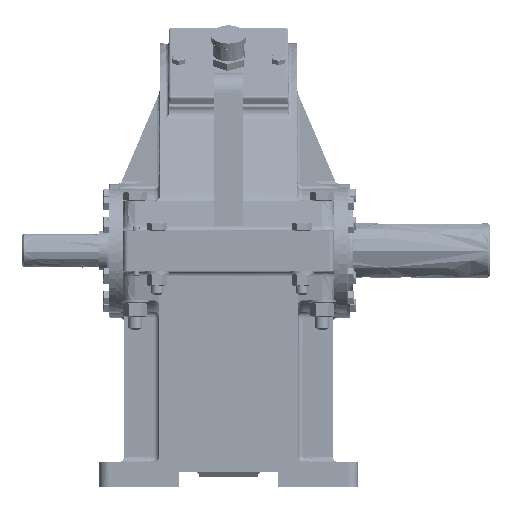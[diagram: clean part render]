
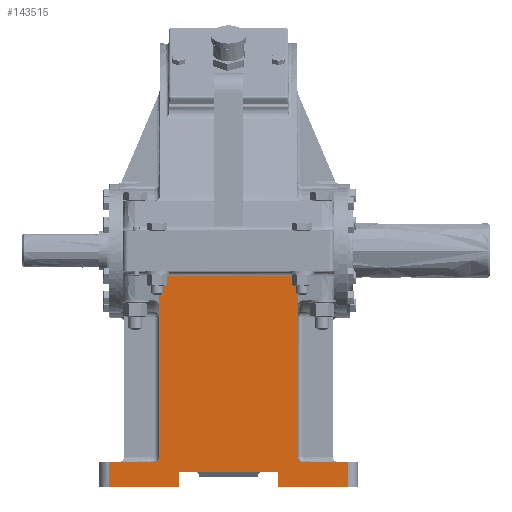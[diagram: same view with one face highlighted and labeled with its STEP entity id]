
A CAD part, left-side view. The second image highlights one B-rep face of the part: STEP entity #143515.
In plain terms, the highlighted free-form (B-spline) face has degree [1, 1] with [2, 2] control points.
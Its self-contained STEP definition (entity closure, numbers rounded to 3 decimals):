
#134214 = VERTEX_POINT('',#134215);
#134215 = CARTESIAN_POINT('',(-10.088,-14.837,
    -214.919));
#134222 = EDGE_CURVE('',#134223,#134214,#134225,.T.);
#134223 = VERTEX_POINT('',#134224);
#134224 = CARTESIAN_POINT('',(-10.088,-9.739,
    -209.822));
#134225 = ( BOUNDED_CURVE() B_SPLINE_CURVE(2,(#134226,#134227,#134228),
.UNSPECIFIED.,.F.,.F.) B_SPLINE_CURVE_WITH_KNOTS((3,3),(5.498,
7.069),.PIECEWISE_BEZIER_KNOTS.) CURVE() 
GEOMETRIC_REPRESENTATION_ITEM() RATIONAL_B_SPLINE_CURVE((1.,
0.707,1.)) REPRESENTATION_ITEM('') );
#134226 = CARTESIAN_POINT('',(-10.088,-9.739,
    -209.822));
#134227 = CARTESIAN_POINT('',(-10.088,-9.739,
    -214.919));
#134228 = CARTESIAN_POINT('',(-10.088,-14.837,
    -214.919));
#134396 = EDGE_CURVE('',#134397,#134214,#134399,.T.);
#134397 = VERTEX_POINT('',#134398);
#134398 = CARTESIAN_POINT('',(-10.088,-60.712,
    -214.919));
#134399 = B_SPLINE_CURVE_WITH_KNOTS('',1,(#134400,#134401),
  .UNSPECIFIED.,.F.,.F.,(2,2),(-190.,-145.),.PIECEWISE_BEZIER_KNOTS.);
#134400 = CARTESIAN_POINT('',(-10.088,-60.712,
    -214.919));
#134401 = CARTESIAN_POINT('',(-10.088,-14.837,
    -214.919));
#136159 = VERTEX_POINT('',#136160);
#136160 = CARTESIAN_POINT('',(-10.088,-9.739,
    -24.791));
#136166 = EDGE_CURVE('',#136159,#134223,#136167,.T.);
#136167 = B_SPLINE_CURVE_WITH_KNOTS('',1,(#136168,#136169),
  .UNSPECIFIED.,.F.,.F.,(2,2),(26.,207.5),.PIECEWISE_BEZIER_KNOTS.);
#136168 = CARTESIAN_POINT('',(-10.088,-9.739,
    -24.791));
#136169 = CARTESIAN_POINT('',(-10.088,-9.739,
    -209.822));
#136180 = EDGE_CURVE('',#136181,#136159,#136183,.T.);
#136181 = VERTEX_POINT('',#136182);
#136182 = CARTESIAN_POINT('',(-10.088,132.984,
    -24.791));
#136183 = B_SPLINE_CURVE_WITH_KNOTS('',1,(#136184,#136185),
  .UNSPECIFIED.,.F.,.F.,(2,2),(-105.,35.),.PIECEWISE_BEZIER_KNOTS.);
#136184 = CARTESIAN_POINT('',(-10.088,132.984,
    -24.791));
#136185 = CARTESIAN_POINT('',(-10.088,-9.739,
    -24.791));
#138431 = VERTEX_POINT('',#138432);
#138432 = CARTESIAN_POINT('',(-10.088,183.957,
    -214.919));
#138438 = EDGE_CURVE('',#138431,#138439,#138441,.T.);
#138439 = VERTEX_POINT('',#138440);
#138440 = CARTESIAN_POINT('',(-10.088,138.082,
    -214.919));
#138441 = B_SPLINE_CURVE_WITH_KNOTS('',1,(#138442,#138443),
  .UNSPECIFIED.,.F.,.F.,(2,2),(-190.,-145.),.PIECEWISE_BEZIER_KNOTS.);
#138442 = CARTESIAN_POINT('',(-10.088,183.957,
    -214.919));
#138443 = CARTESIAN_POINT('',(-10.088,138.082,
    -214.919));
#138564 = VERTEX_POINT('',#138565);
#138565 = CARTESIAN_POINT('',(-10.088,132.984,
    -209.822));
#138570 = EDGE_CURVE('',#138439,#138564,#138571,.T.);
#138571 = ( BOUNDED_CURVE() B_SPLINE_CURVE(2,(#138572,#138573,#138574),
.UNSPECIFIED.,.F.,.F.) B_SPLINE_CURVE_WITH_KNOTS((3,3),(5.498,
7.069),.PIECEWISE_BEZIER_KNOTS.) CURVE() 
GEOMETRIC_REPRESENTATION_ITEM() RATIONAL_B_SPLINE_CURVE((1.,
0.707,1.)) REPRESENTATION_ITEM('') );
#138572 = CARTESIAN_POINT('',(-10.088,138.082,
    -214.919));
#138573 = CARTESIAN_POINT('',(-10.088,132.984,
    -214.919));
#138574 = CARTESIAN_POINT('',(-10.088,132.984,
    -209.822));
#138620 = EDGE_CURVE('',#136181,#138564,#138621,.T.);
#138621 = B_SPLINE_CURVE_WITH_KNOTS('',1,(#138622,#138623),
  .UNSPECIFIED.,.F.,.F.,(2,2),(26.,207.5),.PIECEWISE_BEZIER_KNOTS.);
#138622 = CARTESIAN_POINT('',(-10.088,132.984,
    -24.791));
#138623 = CARTESIAN_POINT('',(-10.088,132.984,
    -209.822));
#143282 = VERTEX_POINT('',#143283);
#143283 = CARTESIAN_POINT('',(-10.088,10.65,
    -240.406));
#143305 = VERTEX_POINT('',#143306);
#143306 = CARTESIAN_POINT('',(-10.088,-60.712,
    -240.406));
#143312 = EDGE_CURVE('',#143282,#143305,#143313,.T.);
#143313 = B_SPLINE_CURVE_WITH_KNOTS('',1,(#143314,#143315),
  .UNSPECIFIED.,.F.,.F.,(2,2),(120.,190.),
  .PIECEWISE_BEZIER_KNOTS.);
#143314 = CARTESIAN_POINT('',(-10.088,10.65,
    -240.406));
#143315 = CARTESIAN_POINT('',(-10.088,-60.712,
    -240.406));
#143355 = EDGE_CURVE('',#143356,#143282,#143358,.T.);
#143356 = VERTEX_POINT('',#143357);
#143357 = CARTESIAN_POINT('',(-10.088,10.65,
    -225.114));
#143358 = B_SPLINE_CURVE_WITH_KNOTS('',1,(#143359,#143360),
  .UNSPECIFIED.,.F.,.F.,(2,2),(0.,15.),.PIECEWISE_BEZIER_KNOTS.);
#143359 = CARTESIAN_POINT('',(-10.088,10.65,
    -225.114));
#143360 = CARTESIAN_POINT('',(-10.088,10.65,
    -240.406));
#143473 = EDGE_CURVE('',#143305,#134397,#143474,.T.);
#143474 = B_SPLINE_CURVE_WITH_KNOTS('',1,(#143475,#143476),
  .UNSPECIFIED.,.F.,.F.,(2,2),(-15.,10.),.PIECEWISE_BEZIER_KNOTS.);
#143475 = CARTESIAN_POINT('',(-10.088,-60.712,
    -240.406));
#143476 = CARTESIAN_POINT('',(-10.088,-60.712,
    -214.919));
#143492 = EDGE_CURVE('',#143356,#143493,#143495,.T.);
#143493 = VERTEX_POINT('',#143494);
#143494 = CARTESIAN_POINT('',(-10.088,112.595,
    -225.114));
#143495 = B_SPLINE_CURVE_WITH_KNOTS('',1,(#143496,#143497),
  .UNSPECIFIED.,.F.,.F.,(2,2),(-120.,-20.),.PIECEWISE_BEZIER_KNOTS.);
#143496 = CARTESIAN_POINT('',(-10.088,10.65,
    -225.114));
#143497 = CARTESIAN_POINT('',(-10.088,112.595,
    -225.114));
#143515 = ADVANCED_FACE('',(#143516),#143548,.T.);
#143516 = FACE_BOUND('',#143517,.T.);
#143517 = EDGE_LOOP('',(#143518,#143519,#143520,#143521,#143522,#143529,
    #143536,#143541,#143542,#143543,#143544,#143545,#143546,#143547));
#143518 = ORIENTED_EDGE('',*,*,#136180,.F.);
#143519 = ORIENTED_EDGE('',*,*,#138620,.T.);
#143520 = ORIENTED_EDGE('',*,*,#138570,.F.);
#143521 = ORIENTED_EDGE('',*,*,#138438,.F.);
#143522 = ORIENTED_EDGE('',*,*,#143523,.F.);
#143523 = EDGE_CURVE('',#143524,#138431,#143526,.T.);
#143524 = VERTEX_POINT('',#143525);
#143525 = CARTESIAN_POINT('',(-10.088,183.957,
    -240.406));
#143526 = B_SPLINE_CURVE_WITH_KNOTS('',1,(#143527,#143528),
  .UNSPECIFIED.,.F.,.F.,(2,2),(-15.,10.),.PIECEWISE_BEZIER_KNOTS.);
#143527 = CARTESIAN_POINT('',(-10.088,183.957,
    -240.406));
#143528 = CARTESIAN_POINT('',(-10.088,183.957,
    -214.919));
#143529 = ORIENTED_EDGE('',*,*,#143530,.F.);
#143530 = EDGE_CURVE('',#143531,#143524,#143533,.T.);
#143531 = VERTEX_POINT('',#143532);
#143532 = CARTESIAN_POINT('',(-10.088,112.595,
    -240.406));
#143533 = B_SPLINE_CURVE_WITH_KNOTS('',1,(#143534,#143535),
  .UNSPECIFIED.,.F.,.F.,(2,2),(120.,190.),
  .PIECEWISE_BEZIER_KNOTS.);
#143534 = CARTESIAN_POINT('',(-10.088,112.595,
    -240.406));
#143535 = CARTESIAN_POINT('',(-10.088,183.957,
    -240.406));
#143536 = ORIENTED_EDGE('',*,*,#143537,.F.);
#143537 = EDGE_CURVE('',#143493,#143531,#143538,.T.);
#143538 = B_SPLINE_CURVE_WITH_KNOTS('',1,(#143539,#143540),
  .UNSPECIFIED.,.F.,.F.,(2,2),(0.,15.),.PIECEWISE_BEZIER_KNOTS.);
#143539 = CARTESIAN_POINT('',(-10.088,112.595,
    -225.114));
#143540 = CARTESIAN_POINT('',(-10.088,112.595,
    -240.406));
#143541 = ORIENTED_EDGE('',*,*,#143492,.F.);
#143542 = ORIENTED_EDGE('',*,*,#143355,.T.);
#143543 = ORIENTED_EDGE('',*,*,#143312,.T.);
#143544 = ORIENTED_EDGE('',*,*,#143473,.T.);
#143545 = ORIENTED_EDGE('',*,*,#134396,.T.);
#143546 = ORIENTED_EDGE('',*,*,#134222,.F.);
#143547 = ORIENTED_EDGE('',*,*,#136166,.F.);
#143548 = B_SPLINE_SURFACE_WITH_KNOTS('',1,1,(
    (#143549,#143550)
    ,(#143551,#143552
    )),.UNSPECIFIED.,.F.,.F.,.F.,(2,2),(2,2),(-50.,
    190.),(26.,237.5),.PIECEWISE_BEZIER_KNOTS.);
#143549 = CARTESIAN_POINT('',(-10.088,-60.712,
    -24.791));
#143550 = CARTESIAN_POINT('',(-10.088,-60.712,
    -240.406));
#143551 = CARTESIAN_POINT('',(-10.088,183.957,
    -24.791));
#143552 = CARTESIAN_POINT('',(-10.088,183.957,
    -240.406));
